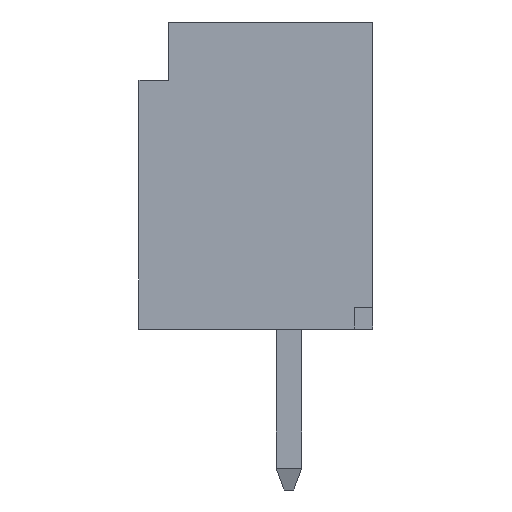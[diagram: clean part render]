
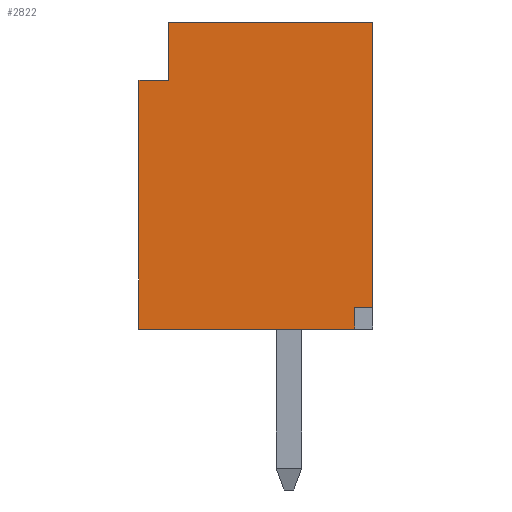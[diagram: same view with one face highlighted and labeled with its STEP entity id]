
A CAD part, left-side view. The second image highlights one B-rep face of the part: STEP entity #2822.
In plain terms, the highlighted planar face has unit normal (-1, 0, 0).
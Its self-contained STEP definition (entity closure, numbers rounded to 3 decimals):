
#458 = VERTEX_POINT('',#459);
#459 = CARTESIAN_POINT('',(-1.505,-0.9,0.));
#465 = EDGE_CURVE('',#466,#458,#468,.T.);
#466 = VERTEX_POINT('',#467);
#467 = CARTESIAN_POINT('',(-1.505,2.05,0.));
#468 = LINE('',#469,#470);
#469 = CARTESIAN_POINT('',(-1.505,-1.15,0.));
#470 = VECTOR('',#471,1.);
#471 = DIRECTION('',(0.,-1.,0.));
#991 = EDGE_CURVE('',#992,#466,#994,.T.);
#992 = VERTEX_POINT('',#993);
#993 = CARTESIAN_POINT('',(-1.505,2.05,3.4));
#994 = LINE('',#995,#996);
#995 = CARTESIAN_POINT('',(-1.505,2.05,1.3));
#996 = VECTOR('',#997,1.);
#997 = DIRECTION('',(0.,0.,-1.));
#1354 = VERTEX_POINT('',#1355);
#1355 = CARTESIAN_POINT('',(-1.505,-1.15,4.2));
#1361 = EDGE_CURVE('',#1354,#1362,#1364,.T.);
#1362 = VERTEX_POINT('',#1363);
#1363 = CARTESIAN_POINT('',(-1.505,-1.15,0.3));
#1364 = LINE('',#1365,#1366);
#1365 = CARTESIAN_POINT('',(-1.505,-1.15,1.3));
#1366 = VECTOR('',#1367,1.);
#1367 = DIRECTION('',(0.,0.,-1.));
#2192 = VERTEX_POINT('',#2193);
#2193 = CARTESIAN_POINT('',(-1.505,1.65,4.2));
#2209 = VERTEX_POINT('',#2210);
#2210 = CARTESIAN_POINT('',(-1.505,1.65,3.4));
#2216 = EDGE_CURVE('',#2192,#2209,#2217,.T.);
#2217 = LINE('',#2218,#2219);
#2218 = CARTESIAN_POINT('',(-1.505,1.65,4.2));
#2219 = VECTOR('',#2220,1.);
#2220 = DIRECTION('',(0.,0.,-1.));
#2545 = EDGE_CURVE('',#1354,#2192,#2546,.T.);
#2546 = LINE('',#2547,#2548);
#2547 = CARTESIAN_POINT('',(-1.505,0.45,4.2));
#2548 = VECTOR('',#2549,1.);
#2549 = DIRECTION('',(0.,1.,0.));
#2605 = EDGE_CURVE('',#992,#2209,#2606,.T.);
#2606 = LINE('',#2607,#2608);
#2607 = CARTESIAN_POINT('',(-1.505,1.65,3.4));
#2608 = VECTOR('',#2609,1.);
#2609 = DIRECTION('',(0.,-1.,0.));
#2822 = ADVANCED_FACE('',(#2823),#2845,.F.);
#2823 = FACE_BOUND('',#2824,.T.);
#2824 = EDGE_LOOP('',(#2825,#2833,#2839,#2840,#2841,#2842,#2843,#2844));
#2825 = ORIENTED_EDGE('',*,*,#2826,.F.);
#2826 = EDGE_CURVE('',#2827,#458,#2829,.T.);
#2827 = VERTEX_POINT('',#2828);
#2828 = CARTESIAN_POINT('',(-1.505,-0.9,0.3));
#2829 = LINE('',#2830,#2831);
#2830 = CARTESIAN_POINT('',(-1.505,-0.9,0.3));
#2831 = VECTOR('',#2832,1.);
#2832 = DIRECTION('',(0.,0.,-1.));
#2833 = ORIENTED_EDGE('',*,*,#2834,.T.);
#2834 = EDGE_CURVE('',#2827,#1362,#2835,.T.);
#2835 = LINE('',#2836,#2837);
#2836 = CARTESIAN_POINT('',(-1.505,-0.9,0.3));
#2837 = VECTOR('',#2838,1.);
#2838 = DIRECTION('',(0.,-1.,0.));
#2839 = ORIENTED_EDGE('',*,*,#1361,.F.);
#2840 = ORIENTED_EDGE('',*,*,#2545,.T.);
#2841 = ORIENTED_EDGE('',*,*,#2216,.T.);
#2842 = ORIENTED_EDGE('',*,*,#2605,.F.);
#2843 = ORIENTED_EDGE('',*,*,#991,.T.);
#2844 = ORIENTED_EDGE('',*,*,#465,.T.);
#2845 = PLANE('',#2846);
#2846 = AXIS2_PLACEMENT_3D('',#2847,#2848,#2849);
#2847 = CARTESIAN_POINT('',(-1.505,-1.15,1.3));
#2848 = DIRECTION('',(1.,0.,0.));
#2849 = DIRECTION('',(0.,0.,1.));
